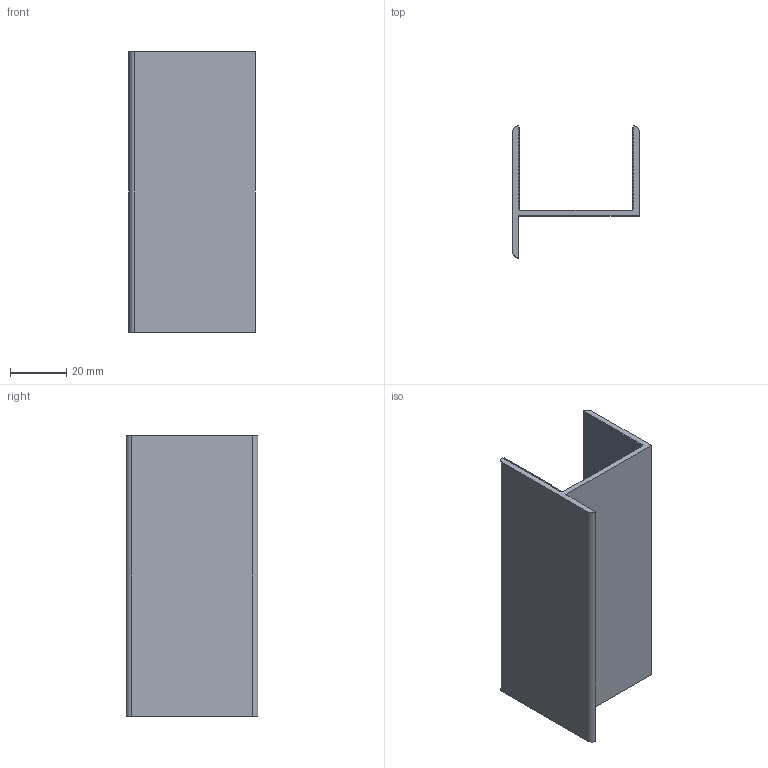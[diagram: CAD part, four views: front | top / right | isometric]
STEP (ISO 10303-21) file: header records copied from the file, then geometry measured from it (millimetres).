
FILE_DESCRIPTION(/* description */ ('PROF.ALL. 45X47 PER FONOASSORBENTI'),/* implementation_level */ '2;1');
FILE_NAME(/* name */ 'BPRDD0000578.stp',/* time_stamp */ '2018-02-27T15:32:28+01:00',/* author */ ('fzagni'),/* organization */ (''),/* preprocessor_version */ 'ST-DEVELOPER v16.1',/* originating_system */ 'Autodesk Inventor 2016',/* authorisation */ '');
FILE_SCHEMA (('AUTOMOTIVE_DESIGN { 1 0 10303 214 3 1 1 }'));
Length unit declared in the file: millimetre
Products named in the file (1): BPRDD0000578
Bounding box: 45 x 47 x 100 mm (x, y, z)
Volume: 25242.5 mm3; surface area: 32932.6 mm2
Topology: 1 solids, 1 shells, 248 faces, 738 edges, 492 vertices
Faces by surface type: plane 245, cylinder 3
Entity records: 8172 total; most frequent: CARTESIAN_POINT 1479, ORIENTED_EDGE 1476, DIRECTION 1242, EDGE_CURVE 738, LINE 732, VECTOR 732, VERTEX_POINT 492, AXIS2_PLACEMENT_3D 255
